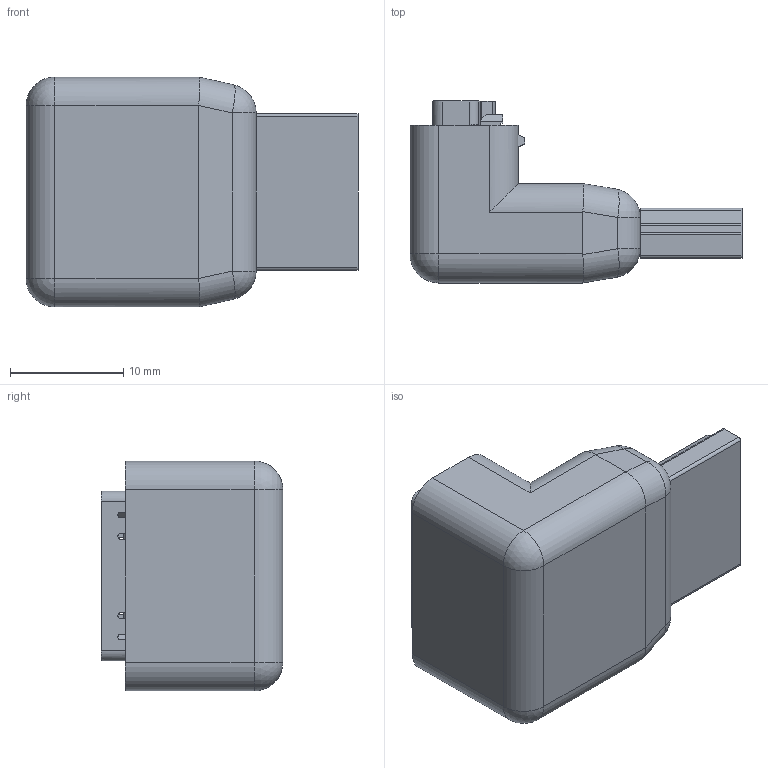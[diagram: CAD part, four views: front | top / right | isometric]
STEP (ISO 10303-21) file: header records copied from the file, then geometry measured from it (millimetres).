
FILE_DESCRIPTION (( 'STEP AP203' ), '1' );
FILE_NAME ('right_angle_hdmi.step', '2019-10-07T21:45:18', ( '' ), ( '' ), 'SwSTEP 2.0', 'SolidWorks 2017', '' );
FILE_SCHEMA (( 'CONFIG_CONTROL_DESIGN' ));
Length unit declared in the file: inch
Products named in the file (4): right_angle_hdmi_housing; right_angle_hdmi; dum_hdmi_male; 10029449-111RLF_hdmi_recepticale
Assembly tree (3 placements, depth 2):
  right_angle_hdmi
    right_angle_hdmi_housing
    10029449-111RLF_hdmi_recepticale
    dum_hdmi_male
Bounding box: 29.35 x 16.07 x 20.32 mm (x, y, z)
Volume: 5132.3 mm3; surface area: 3210.5 mm2
Topology: 3 solids, 3 shells, 1634 faces, 4593 edges, 2916 vertices
Faces by surface type: plane 1301, cylinder 254, cone 34, bspline 28, sphere 12, torus 5
Entity records: 53496 total; most frequent: CARTESIAN_POINT 10935, ORIENTED_EDGE 9178, DIRECTION 8251, EDGE_CURVE 4589, VECTOR 3869, LINE 3869, VERTEX_POINT 2916, AXIS2_PLACEMENT_3D 2191
